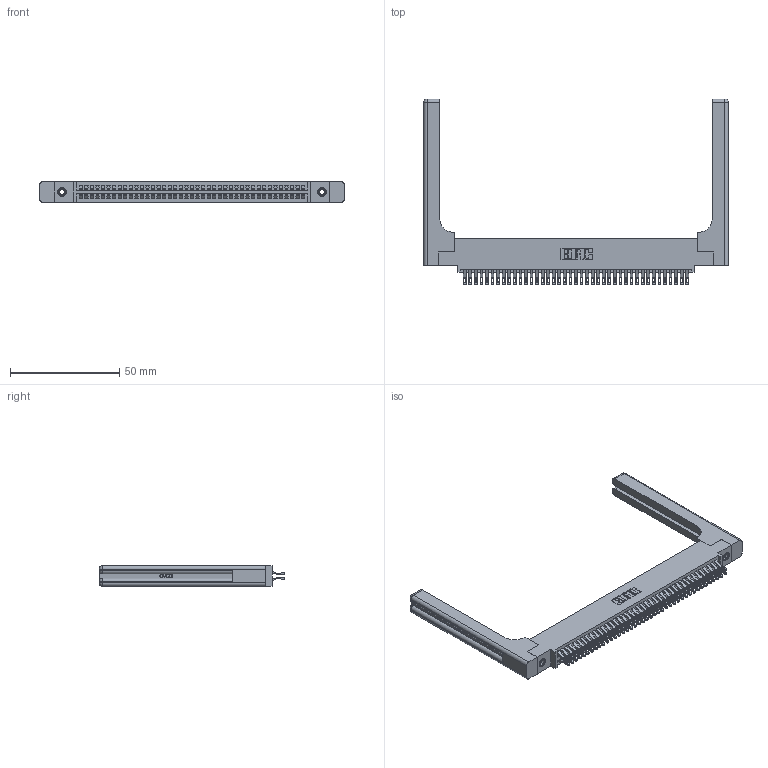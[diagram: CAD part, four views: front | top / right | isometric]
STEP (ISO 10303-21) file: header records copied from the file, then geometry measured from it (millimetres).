
FILE_DESCRIPTION (( 'STEP AP203' ), '1' );
FILE_NAME ('395-082-555-558.STEP', '2019-10-25T07:11:55', ( '' ), ( '' ), 'SwSTEP 2.0', 'SolidWorks 2016', '' );
FILE_SCHEMA (( 'CONFIG_CONTROL_DESIGN' ));
Length unit declared in the file: inch
Products named in the file (5): 345-220-058_345-220-058; 395-082-555-558; 345 Part_0.110 Offset - 0.156 Dia-TH; 345-292-001_555 Tail; 345-250-001_345-250-001-102
Assembly tree (87 placements, depth 2):
  395-082-555-558
    345 Part_0.110 Offset - 0.156 Dia-TH
    345-292-001_555 Tail  x82
    345-250-001_345-250-001-102  x2
    345-220-058_345-220-058  x2
Bounding box: 139.17 x 84.89 x 9.4 mm (x, y, z)
Volume: 22149.1 mm3; surface area: 26172 mm2
Topology: 87 solids, 87 shells, 4978 faces, 15533 edges, 10334 vertices
Faces by surface type: plane 2774, cylinder 2144, bspline 36, cone 12, sphere 8, torus 4
Entity records: 37944 total; most frequent: CARTESIAN_POINT 7391, ORIENTED_EDGE 6092, DIRECTION 5418, EDGE_CURVE 3046, VECTOR 2638, LINE 2638, VERTEX_POINT 2022, AXIS2_PLACEMENT_3D 1390
